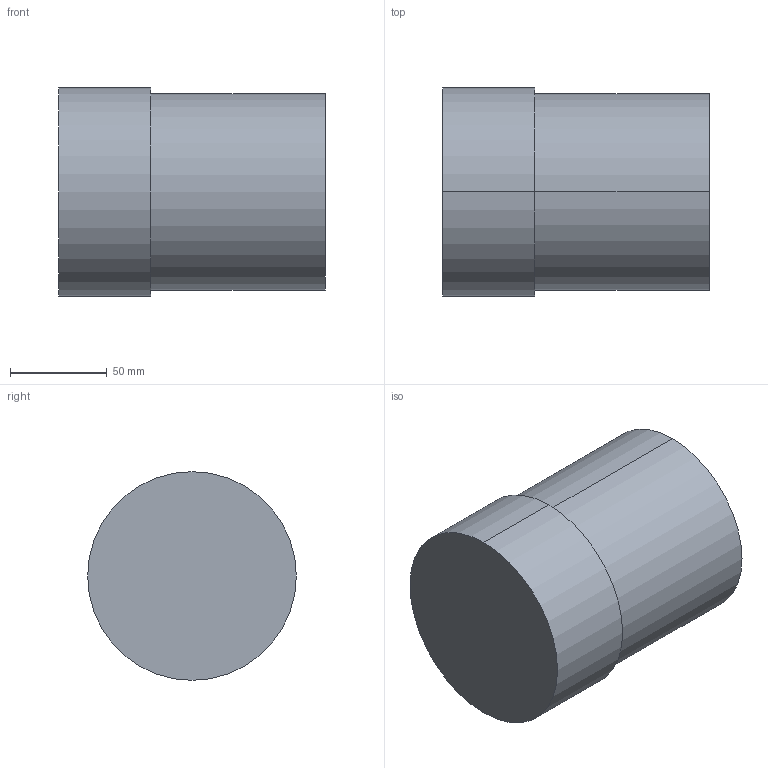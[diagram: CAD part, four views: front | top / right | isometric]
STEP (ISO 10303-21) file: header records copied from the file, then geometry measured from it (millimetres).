
FILE_DESCRIPTION (( 'STEP AP214' ), '1' );
FILE_NAME ('LPA-4.STEP', '2020-10-23T00:17:52', ( '' ), ( '' ), 'SwSTEP 2.0', 'SolidWorks 2019', '' );
FILE_SCHEMA (( 'AUTOMOTIVE_DESIGN' ));
Length unit declared in the file: inch
Products named in the file (1): LPA-4
Bounding box: 138.11 x 107.95 x 107.95 mm (x, y, z)
Volume: 1169494.3 mm3; surface area: 63338.4 mm2
Topology: 1 solids, 1 shells, 39 faces, 263 edges, 259 vertices
Faces by surface type: plane 35, cylinder 4
Entity records: 3948 total; most frequent: CARTESIAN_POINT 1907, ORIENTED_EDGE 526, EDGE_CURVE 263, VERTEX_POINT 259, DIRECTION 256, LINE 160, VECTOR 160, B_SPLINE_CURVE_WITH_KNOTS 95
